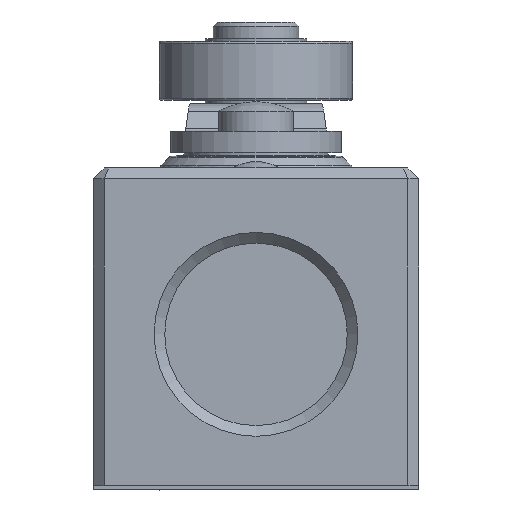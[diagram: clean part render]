
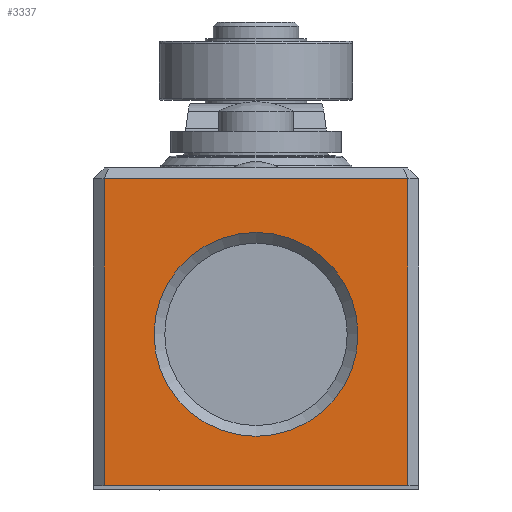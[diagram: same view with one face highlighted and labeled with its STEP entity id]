
A CAD part, front view. The second image highlights one B-rep face of the part: STEP entity #3337.
In plain terms, the highlighted face is planar.
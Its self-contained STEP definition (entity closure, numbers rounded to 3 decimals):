
#277=LINE('',#5156,#567);
#330=LINE('',#5293,#620);
#403=LINE('',#5447,#693);
#417=LINE('',#5478,#707);
#567=VECTOR('',#4208,1000.);
#620=VECTOR('',#4317,1000.);
#693=VECTOR('',#4482,1000.);
#707=VECTOR('',#4522,1000.);
#1518=ORIENTED_EDGE('',*,*,#1972,.T.);
#1519=ORIENTED_EDGE('',*,*,#1953,.T.);
#1520=ORIENTED_EDGE('',*,*,#1869,.T.);
#1521=ORIENTED_EDGE('',*,*,#1969,.F.);
#1522=ORIENTED_EDGE('',*,*,#1802,.F.);
#1802=EDGE_CURVE('',#2158,#2159,#277,.T.);
#1869=EDGE_CURVE('',#2213,#2214,#330,.T.);
#1953=EDGE_CURVE('',#2158,#2213,#403,.T.);
#1969=EDGE_CURVE('',#2159,#2214,#417,.T.);
#1972=EDGE_CURVE('',#2255,#2255,#2361,.T.);
#2158=VERTEX_POINT('',#5155);
#2159=VERTEX_POINT('',#5157);
#2213=VERTEX_POINT('',#5290);
#2214=VERTEX_POINT('',#5292);
#2255=VERTEX_POINT('',#5490);
#2361=CIRCLE('',#3653,9.5);
#2575=EDGE_LOOP('',(#1518));
#2576=EDGE_LOOP('',(#1519,#1520,#1521,#1522));
#2800=FACE_BOUND('',#2575,.T.);
#2801=FACE_BOUND('',#2576,.T.);
#2926=PLANE('',#3655);
#3337=ADVANCED_FACE('',(#2800,#2801),#2926,.T.);
#3653=AXIS2_PLACEMENT_3D('',#5489,#4540,#4541);
#3655=AXIS2_PLACEMENT_3D('',#5493,#4544,#4545);
#4208=DIRECTION('',(0.,-1.,0.));
#4317=DIRECTION('',(0.,-1.,0.));
#4482=DIRECTION('',(1.,0.,0.));
#4522=DIRECTION('',(1.,0.,0.));
#4540=DIRECTION('',(0.,0.,1.));
#4541=DIRECTION('',(1.,0.,0.));
#4544=DIRECTION('',(0.,0.,-1.));
#4545=DIRECTION('',(0.,-1.,0.));
#5155=CARTESIAN_POINT('',(-14.15,-0.4,-53.5));
#5156=CARTESIAN_POINT('',(-14.15,-0.4,-53.5));
#5157=CARTESIAN_POINT('',(-14.15,-29.,-53.5));
#5290=CARTESIAN_POINT('',(14.15,-0.4,-53.5));
#5292=CARTESIAN_POINT('',(14.15,-29.,-53.5));
#5293=CARTESIAN_POINT('',(14.15,-0.4,-53.5));
#5447=CARTESIAN_POINT('',(-14.15,-0.4,-53.5));
#5478=CARTESIAN_POINT('',(-14.15,-29.,-53.5));
#5489=CARTESIAN_POINT('',(0.,-14.5,-53.5));
#5490=CARTESIAN_POINT('',(9.5,-14.5,-53.5));
#5493=CARTESIAN_POINT('',(14.15,0.,-53.5));
